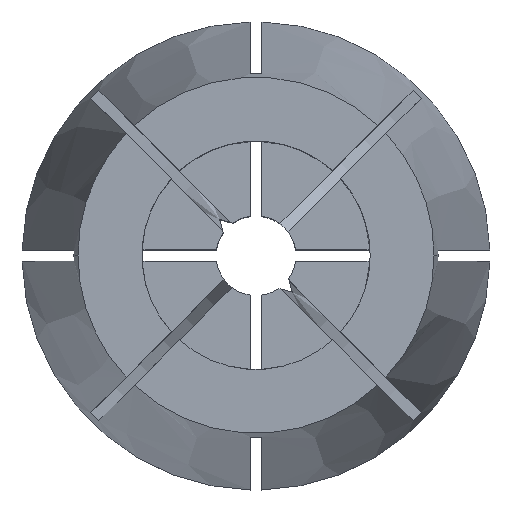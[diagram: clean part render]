
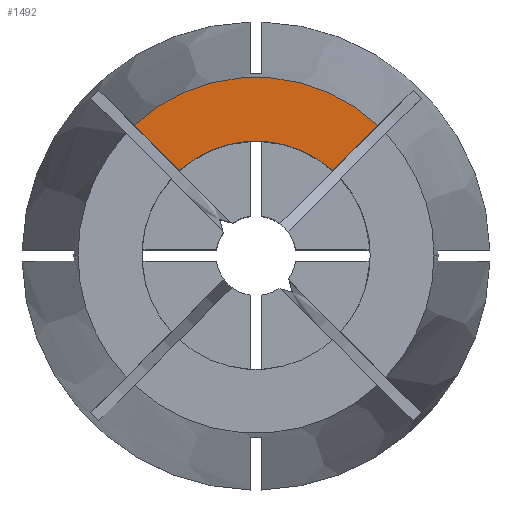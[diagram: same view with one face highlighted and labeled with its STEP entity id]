
A CAD part, top view. The second image highlights one B-rep face of the part: STEP entity #1492.
In plain terms, the highlighted planar face has unit normal (0, 0, 1).
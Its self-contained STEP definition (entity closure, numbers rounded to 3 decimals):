
#29 = AXIS2_PLACEMENT_3D ( 'NONE', #964, #2470, #1182 ) ;
#55 = VECTOR ( 'NONE', #1633, 1000. ) ;
#69 = VERTEX_POINT ( 'NONE', #1749 ) ;
#123 = LINE ( 'NONE', #991, #55 ) ;
#127 = ORIENTED_EDGE ( 'NONE', *, *, #2080, .F. ) ;
#280 = VECTOR ( 'NONE', #660, 1000. ) ;
#325 = CARTESIAN_POINT ( 'NONE',  ( 0., 0., 0. ) ) ;
#351 = LINE ( 'NONE', #1718, #280 ) ;
#541 = DIRECTION ( 'NONE',  ( 1., 0., 0. ) ) ;
#654 = VERTEX_POINT ( 'NONE', #1195 ) ;
#660 = DIRECTION ( 'NONE',  ( 0.707, -0.707, 0. ) ) ;
#819 = PLANE ( 'NONE',  #978 ) ;
#879 = CIRCLE ( 'NONE', #1437, 10. ) ;
#964 = CARTESIAN_POINT ( 'NONE',  ( 0., 0., 0. ) ) ;
#978 = AXIS2_PLACEMENT_3D ( 'NONE', #2330, #1044, #2548 ) ;
#991 = CARTESIAN_POINT ( 'NONE',  ( -0.354, 0.354, 0. ) ) ;
#1044 = DIRECTION ( 'NONE',  ( 0., 0., -1. ) ) ;
#1182 = DIRECTION ( 'NONE',  ( 1., 0., 0. ) ) ;
#1195 = CARTESIAN_POINT ( 'NONE',  ( 10.668, 11.375, 0. ) ) ;
#1333 = ORIENTED_EDGE ( 'NONE', *, *, #2364, .T. ) ;
#1363 = VERTEX_POINT ( 'NONE', #2229 ) ;
#1437 = AXIS2_PLACEMENT_3D ( 'NONE', #325, #1807, #541 ) ;
#1463 = VERTEX_POINT ( 'NONE', #2099 ) ;
#1492 = ADVANCED_FACE ( 'NONE', ( #1603 ), #819, .F. ) ;
#1603 = FACE_OUTER_BOUND ( 'NONE', #1884, .T. ) ;
#1633 = DIRECTION ( 'NONE',  ( 0.707, 0.707, 0. ) ) ;
#1718 = CARTESIAN_POINT ( 'NONE',  ( 0.354, 0.354, 0. ) ) ;
#1749 = CARTESIAN_POINT ( 'NONE',  ( 6.709, 7.416, 0. ) ) ;
#1807 = DIRECTION ( 'NONE',  ( 0., 0., 1. ) ) ;
#1884 = EDGE_LOOP ( 'NONE', ( #127, #2138, #2461, #1333 ) ) ;
#1918 = EDGE_CURVE ( 'NONE', #654, #1463, #2423, .T. ) ;
#2080 = EDGE_CURVE ( 'NONE', #69, #1363, #879, .T. ) ;
#2099 = CARTESIAN_POINT ( 'NONE',  ( -10.668, 11.375, 0. ) ) ;
#2138 = ORIENTED_EDGE ( 'NONE', *, *, #2209, .T. ) ;
#2209 = EDGE_CURVE ( 'NONE', #69, #654, #123, .T. ) ;
#2229 = CARTESIAN_POINT ( 'NONE',  ( -6.709, 7.416, 0. ) ) ;
#2330 = CARTESIAN_POINT ( 'NONE',  ( 0., 0., 0. ) ) ;
#2364 = EDGE_CURVE ( 'NONE', #1463, #1363, #351, .T. ) ;
#2423 = CIRCLE ( 'NONE', #29, 15.595 ) ;
#2461 = ORIENTED_EDGE ( 'NONE', *, *, #1918, .T. ) ;
#2470 = DIRECTION ( 'NONE',  ( 0., 0., 1. ) ) ;
#2548 = DIRECTION ( 'NONE',  ( -1., 0., 0. ) ) ;
